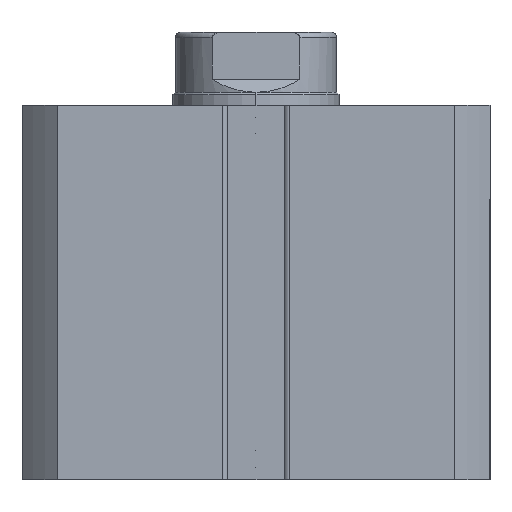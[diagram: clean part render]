
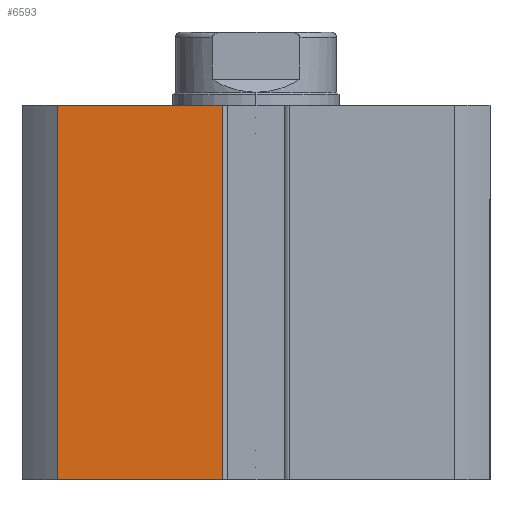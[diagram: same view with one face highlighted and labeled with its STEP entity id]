
A CAD part, front view. The second image highlights one B-rep face of the part: STEP entity #6593.
In plain terms, the highlighted planar face has unit normal (0, -1, 0).
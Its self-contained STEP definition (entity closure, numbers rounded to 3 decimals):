
#271 = EDGE_CURVE ( 'NONE', #4784, #5289, #5703, .T. ) ;
#285 = EDGE_CURVE ( 'NONE', #4890, #5272, #5723, .T. ) ;
#394 = EDGE_CURVE ( 'NONE', #5289, #5272, #5880, .T. ) ;
#524 = EDGE_CURVE ( 'NONE', #4784, #4890, #6070, .T. ) ;
#771 = AXIS2_PLACEMENT_3D ( 'NONE', #2159, #2165, #2166 ) ;
#1033 = DIRECTION ( 'NONE',  ( 1., 0., 0. ) ) ;
#1042 = CARTESIAN_POINT ( 'NONE',  ( -22.5, -22.5, 36. ) ) ;
#1221 = CARTESIAN_POINT ( 'NONE',  ( -22.5, -22.5, 0. ) ) ;
#1222 = DIRECTION ( 'NONE',  ( 1., 0., 0. ) ) ;
#1765 = CARTESIAN_POINT ( 'NONE',  ( -19.079, -22.5, 0. ) ) ;
#1806 = CARTESIAN_POINT ( 'NONE',  ( -3.2, -22.5, 0. ) ) ;
#1981 = CARTESIAN_POINT ( 'NONE',  ( -3.2, -22.5, 36. ) ) ;
#1998 = CARTESIAN_POINT ( 'NONE',  ( -19.079, -22.5, 36. ) ) ;
#2156 = PLANE ( 'NONE',  #771 ) ;
#2159 = CARTESIAN_POINT ( 'NONE',  ( -22.5, -22.5, 36. ) ) ;
#2165 = DIRECTION ( 'NONE',  ( 0., 1., 0. ) ) ;
#2166 = DIRECTION ( 'NONE',  ( 0., 0., 1. ) ) ;
#4294 = EDGE_LOOP ( 'NONE', ( #4333, #4332, #4331, #4330 ) ) ;
#4330 = ORIENTED_EDGE ( 'NONE', *, *, #394, .F. ) ;
#4331 = ORIENTED_EDGE ( 'NONE', *, *, #285, .T. ) ;
#4332 = ORIENTED_EDGE ( 'NONE', *, *, #524, .T. ) ;
#4333 = ORIENTED_EDGE ( 'NONE', *, *, #271, .F. ) ;
#4733 = DIRECTION ( 'NONE',  ( 0., 0., 1. ) ) ;
#4745 = CARTESIAN_POINT ( 'NONE',  ( -3.2, -22.5, 36. ) ) ;
#4784 = VERTEX_POINT ( 'NONE', #1765 ) ;
#4793 = DIRECTION ( 'NONE',  ( 0., 0., 1. ) ) ;
#4798 = CARTESIAN_POINT ( 'NONE',  ( -19.079, -22.5, 0. ) ) ;
#4890 = VERTEX_POINT ( 'NONE', #1806 ) ;
#5272 = VERTEX_POINT ( 'NONE', #1981 ) ;
#5289 = VERTEX_POINT ( 'NONE', #1998 ) ;
#5703 = LINE ( 'NONE', #4798, #5708 ) ;
#5708 = VECTOR ( 'NONE', #4793, 1000. ) ;
#5723 = LINE ( 'NONE', #4745, #5725 ) ;
#5725 = VECTOR ( 'NONE', #4733, 1000. ) ;
#5880 = LINE ( 'NONE', #1042, #5884 ) ;
#5884 = VECTOR ( 'NONE', #1033, 1000. ) ;
#6063 = VECTOR ( 'NONE', #1222, 1000. ) ;
#6070 = LINE ( 'NONE', #1221, #6063 ) ;
#6414 = FACE_OUTER_BOUND ( 'NONE', #4294, .T. ) ;
#6593 = ADVANCED_FACE ( 'NONE', ( #6414 ), #2156, .F. ) ;
